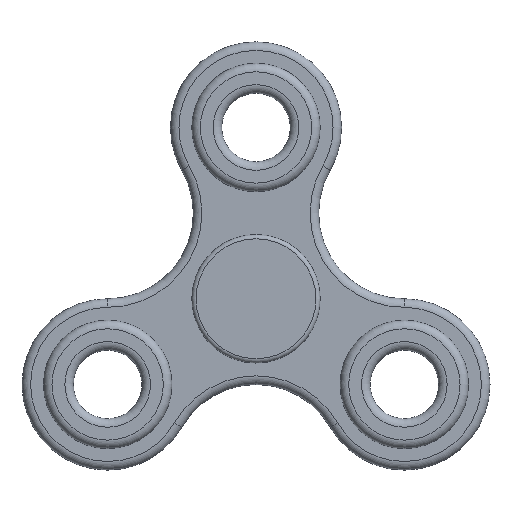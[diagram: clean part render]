
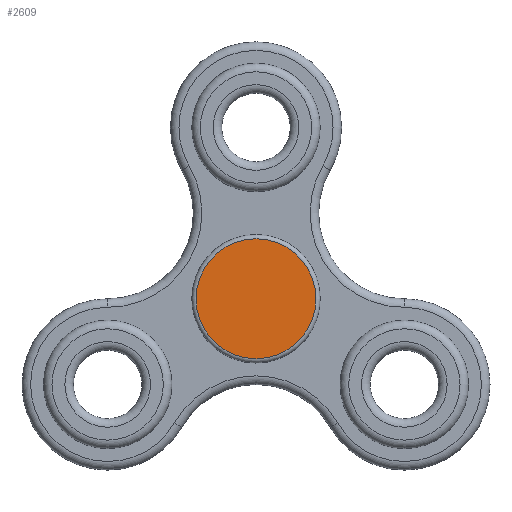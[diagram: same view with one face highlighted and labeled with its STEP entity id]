
A CAD part, top view. The second image highlights one B-rep face of the part: STEP entity #2609.
In plain terms, the highlighted planar face has unit normal (0, 0, 1).
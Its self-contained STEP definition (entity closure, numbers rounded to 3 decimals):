
#2476 = TOROIDAL_SURFACE('',#2477,14.,1.);
#2477 = AXIS2_PLACEMENT_3D('',#2478,#2479,#2480);
#2478 = CARTESIAN_POINT('',(0.,0.,11.));
#2479 = DIRECTION('',(-0.,-0.,1.));
#2480 = DIRECTION('',(1.,0.,0.));
#2552 = VERTEX_POINT('',#2553);
#2553 = CARTESIAN_POINT('',(14.,0.,12.));
#2575 = EDGE_CURVE('',#2552,#2552,#2576,.T.);
#2576 = SURFACE_CURVE('',#2577,(#2582,#2589),.PCURVE_S1.);
#2577 = CIRCLE('',#2578,14.);
#2578 = AXIS2_PLACEMENT_3D('',#2579,#2580,#2581);
#2579 = CARTESIAN_POINT('',(0.,0.,12.));
#2580 = DIRECTION('',(0.,-0.,1.));
#2581 = DIRECTION('',(1.,0.,0.));
#2582 = PCURVE('',#2476,#2583);
#2583 = DEFINITIONAL_REPRESENTATION('',(#2584),#2588);
#2584 = LINE('',#2585,#2586);
#2585 = CARTESIAN_POINT('',(0.,1.571));
#2586 = VECTOR('',#2587,1.);
#2587 = DIRECTION('',(1.,0.));
#2588 = ( GEOMETRIC_REPRESENTATION_CONTEXT(2) 
PARAMETRIC_REPRESENTATION_CONTEXT() REPRESENTATION_CONTEXT('2D SPACE',''
  ) );
#2589 = PCURVE('',#2590,#2595);
#2590 = PLANE('',#2591);
#2591 = AXIS2_PLACEMENT_3D('',#2592,#2593,#2594);
#2592 = CARTESIAN_POINT('',(15.,0.,12.));
#2593 = DIRECTION('',(-0.,0.,-1.));
#2594 = DIRECTION('',(-1.,0.,0.));
#2595 = DEFINITIONAL_REPRESENTATION('',(#2596),#2604);
#2596 = ( BOUNDED_CURVE() B_SPLINE_CURVE(2,(#2597,#2598,#2599,#2600,
#2601,#2602,#2603),.UNSPECIFIED.,.T.,.F.) B_SPLINE_CURVE_WITH_KNOTS((1,2
    ,2,2,2,1),(-2.094,0.,2.094,4.189,
6.283,8.378),.UNSPECIFIED.) CURVE() 
GEOMETRIC_REPRESENTATION_ITEM() RATIONAL_B_SPLINE_CURVE((1.,0.5,1.,0.5,
1.,0.5,1.)) REPRESENTATION_ITEM('') );
#2597 = CARTESIAN_POINT('',(1.,0.));
#2598 = CARTESIAN_POINT('',(1.,24.249));
#2599 = CARTESIAN_POINT('',(22.,12.124));
#2600 = CARTESIAN_POINT('',(43.,0.));
#2601 = CARTESIAN_POINT('',(22.,-12.124));
#2602 = CARTESIAN_POINT('',(1.,-24.249));
#2603 = CARTESIAN_POINT('',(1.,0.));
#2604 = ( GEOMETRIC_REPRESENTATION_CONTEXT(2) 
PARAMETRIC_REPRESENTATION_CONTEXT() REPRESENTATION_CONTEXT('2D SPACE',''
  ) );
#2609 = ADVANCED_FACE('',(#2610),#2590,.F.);
#2610 = FACE_BOUND('',#2611,.F.);
#2611 = EDGE_LOOP('',(#2612));
#2612 = ORIENTED_EDGE('',*,*,#2575,.F.);
